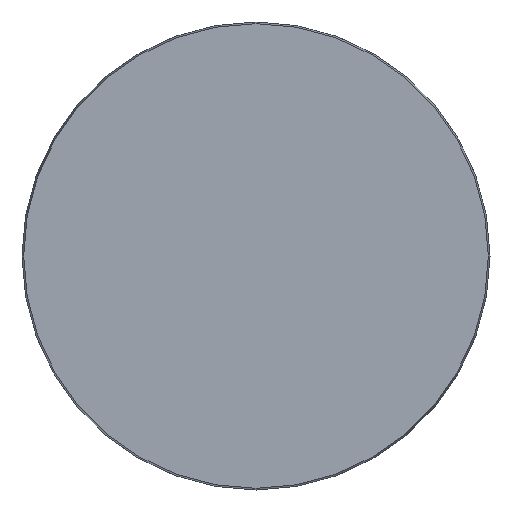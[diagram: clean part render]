
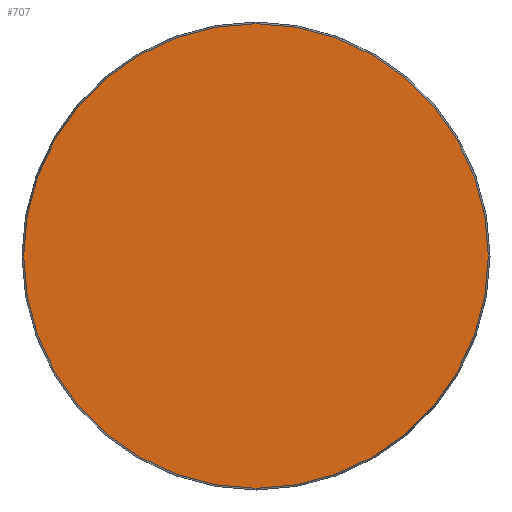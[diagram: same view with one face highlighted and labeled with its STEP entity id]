
A CAD part, front view. The second image highlights one B-rep face of the part: STEP entity #707.
In plain terms, the highlighted planar face has unit normal (0, -1, 0).
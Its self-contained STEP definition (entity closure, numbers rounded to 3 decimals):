
#15 = EDGE_CURVE ( 'NONE', #33, #33, #133, .T. ) ;
#29 = EDGE_LOOP ( 'NONE', ( #523 ) ) ;
#33 = VERTEX_POINT ( 'NONE', #560 ) ;
#40 = CARTESIAN_POINT ( 'NONE',  ( -78.425, 0., 0. ) ) ;
#104 = DIRECTION ( 'NONE',  ( 0., -1., 0. ) ) ;
#133 = CIRCLE ( 'NONE', #661, 78.425 ) ;
#147 = DIRECTION ( 'NONE',  ( 0., 1., 0. ) ) ;
#523 = ORIENTED_EDGE ( 'NONE', *, *, #15, .T. ) ;
#559 = CARTESIAN_POINT ( 'NONE',  ( 0., 0., 0. ) ) ;
#560 = CARTESIAN_POINT ( 'NONE',  ( 0., 0., -78.425 ) ) ;
#625 = DIRECTION ( 'NONE',  ( 0., 0., -1. ) ) ;
#661 = AXIS2_PLACEMENT_3D ( 'NONE', #559, #104, #625 ) ;
#679 = DIRECTION ( 'NONE',  ( 0., 0., 1. ) ) ;
#685 = AXIS2_PLACEMENT_3D ( 'NONE', #40, #147, #679 ) ;
#707 = ADVANCED_FACE ( 'NONE', ( #730 ), #740, .F. ) ;
#730 = FACE_OUTER_BOUND ( 'NONE', #29, .T. ) ;
#740 = PLANE ( 'NONE',  #685 ) ;
